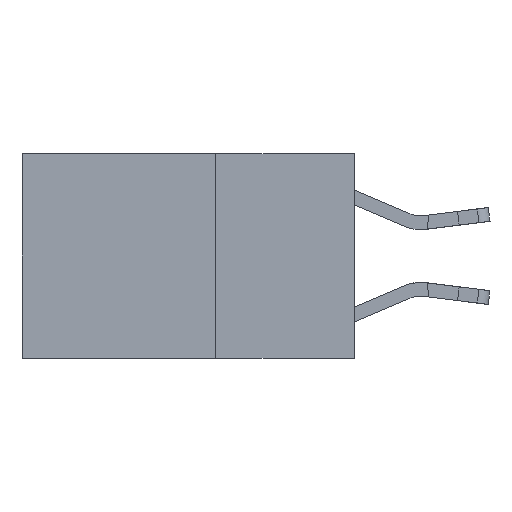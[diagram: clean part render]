
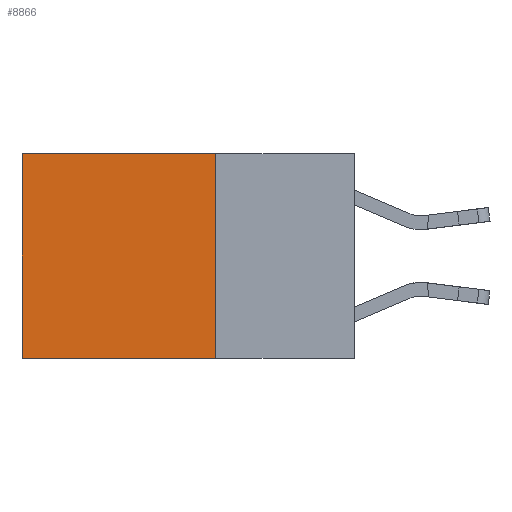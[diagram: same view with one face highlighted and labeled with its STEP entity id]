
A CAD part, left-side view. The second image highlights one B-rep face of the part: STEP entity #8866.
In plain terms, the highlighted planar face has unit normal (-1, 0, 0).
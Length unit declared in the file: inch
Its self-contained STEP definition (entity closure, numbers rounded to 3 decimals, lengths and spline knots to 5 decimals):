
#77 = EDGE_CURVE ( 'NONE', #15214, #6250, #15050, .T. ) ;
#113 = VECTOR ( 'NONE', #7166, 39.37008 ) ;
#536 = CARTESIAN_POINT ( 'NONE',  ( 0.2625, 0.25, 0. ) ) ;
#719 = VERTEX_POINT ( 'NONE', #15607 ) ;
#1632 = ORIENTED_EDGE ( 'NONE', *, *, #8709, .F. ) ;
#1828 = AXIS2_PLACEMENT_3D ( 'NONE', #12980, #8487, #5398 ) ;
#3636 = LINE ( 'NONE', #15762, #15473 ) ;
#4089 = DIRECTION ( 'NONE',  ( 0., 0., -1. ) ) ;
#4389 = ORIENTED_EDGE ( 'NONE', *, *, #6018, .T. ) ;
#4706 = VERTEX_POINT ( 'NONE', #17764 ) ;
#5398 = DIRECTION ( 'NONE',  ( 0., 0., -1. ) ) ;
#6018 = EDGE_CURVE ( 'NONE', #6250, #4706, #7248, .T. ) ;
#6250 = VERTEX_POINT ( 'NONE', #16917 ) ;
#6589 = ORIENTED_EDGE ( 'NONE', *, *, #77, .T. ) ;
#6675 = DIRECTION ( 'NONE',  ( 0., 1., 0. ) ) ;
#7166 = DIRECTION ( 'NONE',  ( 0., 1., 0. ) ) ;
#7248 = LINE ( 'NONE', #10048, #8199 ) ;
#7275 = CARTESIAN_POINT ( 'NONE',  ( 0.2625, 0.25, 0. ) ) ;
#8199 = VECTOR ( 'NONE', #4089, 39.37008 ) ;
#8487 = DIRECTION ( 'NONE',  ( 1., 0., 0. ) ) ;
#8709 = EDGE_CURVE ( 'NONE', #719, #4706, #3636, .T. ) ;
#8780 = ORIENTED_EDGE ( 'NONE', *, *, #10346, .F. ) ;
#8866 = ADVANCED_FACE ( 'NONE', ( #14569 ), #17647, .F. ) ;
#10048 = CARTESIAN_POINT ( 'NONE',  ( 0.2625, 0.6, 0. ) ) ;
#10346 = EDGE_CURVE ( 'NONE', #15214, #719, #14167, .T. ) ;
#11019 = EDGE_LOOP ( 'NONE', ( #4389, #1632, #8780, #6589 ) ) ;
#11577 = CARTESIAN_POINT ( 'NONE',  ( 0.2625, 0.25, 0. ) ) ;
#12675 = DIRECTION ( 'NONE',  ( 0., 0., -1. ) ) ;
#12980 = CARTESIAN_POINT ( 'NONE',  ( 0.2625, 0.25, 0. ) ) ;
#14167 = LINE ( 'NONE', #536, #16894 ) ;
#14569 = FACE_OUTER_BOUND ( 'NONE', #11019, .T. ) ;
#15050 = LINE ( 'NONE', #11577, #113 ) ;
#15214 = VERTEX_POINT ( 'NONE', #7275 ) ;
#15473 = VECTOR ( 'NONE', #6675, 39.37008 ) ;
#15607 = CARTESIAN_POINT ( 'NONE',  ( 0.2625, 0.25, -0.37 ) ) ;
#15762 = CARTESIAN_POINT ( 'NONE',  ( 0.2625, 0.25, -0.37 ) ) ;
#16894 = VECTOR ( 'NONE', #12675, 39.37008 ) ;
#16917 = CARTESIAN_POINT ( 'NONE',  ( 0.2625, 0.6, 0. ) ) ;
#17647 = PLANE ( 'NONE',  #1828 ) ;
#17764 = CARTESIAN_POINT ( 'NONE',  ( 0.2625, 0.6, -0.37 ) ) ;
